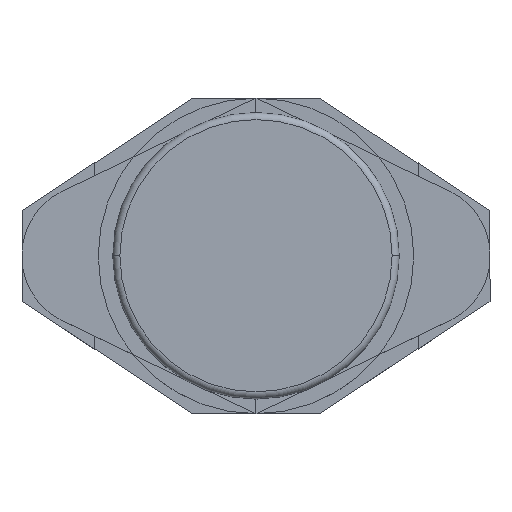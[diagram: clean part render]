
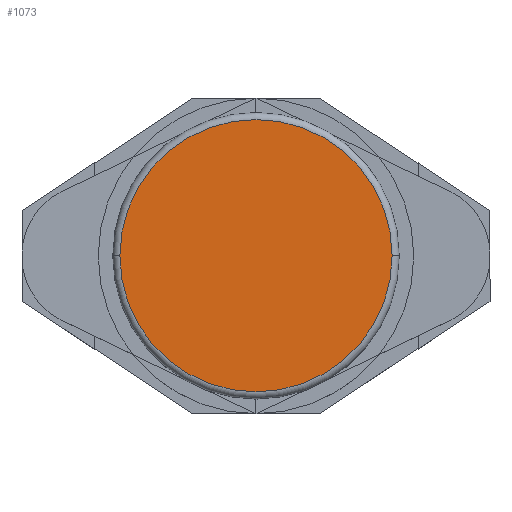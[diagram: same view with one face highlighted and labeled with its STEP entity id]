
A CAD part, top view. The second image highlights one B-rep face of the part: STEP entity #1073.
In plain terms, the highlighted planar face has unit normal (0, 0, 1).
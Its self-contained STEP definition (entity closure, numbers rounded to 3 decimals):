
#889=CARTESIAN_POINT('',(1.92,0.,2.93));
#890=VERTEX_POINT('',#889);
#900=CARTESIAN_POINT('',(-1.92,0.,2.93));
#901=VERTEX_POINT('',#900);
#902=CARTESIAN_POINT('',(0.,0.,2.93));
#903=DIRECTION('',(0.0,0.0,-1.0));
#904=DIRECTION('',(-1.0,0.0,0.0));
#905=AXIS2_PLACEMENT_3D('',#902,#903,#904);
#906=CIRCLE('',#905,1.92);
#907=EDGE_CURVE('',#890,#901,#906,.T.);
#1054=CARTESIAN_POINT('',(0.,0.,2.93));
#1055=DIRECTION('',(0.0,0.0,-1.0));
#1056=DIRECTION('',(-1.0,0.0,0.0));
#1057=AXIS2_PLACEMENT_3D('',#1054,#1055,#1056);
#1058=CIRCLE('',#1057,1.92);
#1059=EDGE_CURVE('',#901,#890,#1058,.T.);
#1064=CARTESIAN_POINT('',(0.,0.,2.93));
#1065=DIRECTION('',(0.0,0.0,1.0));
#1066=DIRECTION('',(-1.0,0.0,0.0));
#1067=AXIS2_PLACEMENT_3D('',#1064,#1065,#1066);
#1068=PLANE('',#1067);
#1069=ORIENTED_EDGE('',*,*,#907,.F.);
#1070=ORIENTED_EDGE('',*,*,#1059,.F.);
#1071=EDGE_LOOP('',(#1069,#1070));
#1072=FACE_OUTER_BOUND('',#1071,.T.);
#1073=ADVANCED_FACE('',(#1072),#1068,.T.);
